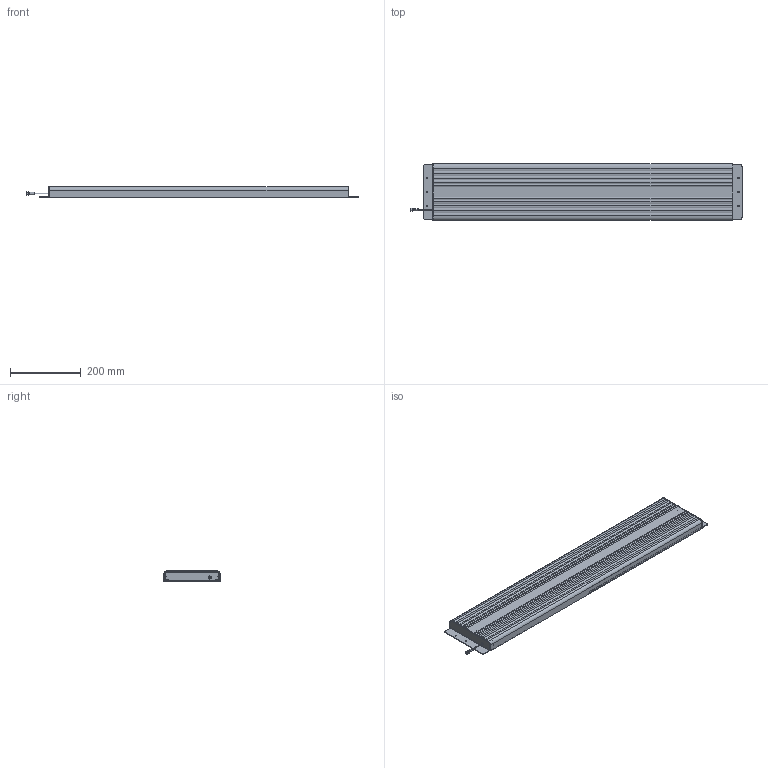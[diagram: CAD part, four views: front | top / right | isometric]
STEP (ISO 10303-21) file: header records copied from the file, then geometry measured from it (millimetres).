
FILE_DESCRIPTION (( 'STEP AP214' ), '1' );
FILE_NAME ('FMANFP1062_3D.step', '2023-02-01T18:08:21', ( '' ), ( '' ), 'SwSTEP 2.0', 'SolidWorks 2022', '' );
FILE_SCHEMA (( 'AUTOMOTIVE_DESIGN' ));
Length unit declared in the file: inch
Products named in the file (3): PE4768; FMANFP1062_Base Model; FMANFP1062_3D
Assembly tree (2 placements, depth 2):
  FMANFP1062_3D
    FMANFP1062_Base Model
    PE4768
Bounding box: 938.3 x 160 x 30.95 mm (x, y, z)
Volume: 864352.8 mm3; surface area: 904149.8 mm2
Topology: 79 solids, 79 shells, 4435 faces, 9753 edges, 5453 vertices
Faces by surface type: bspline 1983, cylinder 1242, plane 859, sphere 140, cone 121, torus 90
Entity records: 152012 total; most frequent: CARTESIAN_POINT 75078, ORIENTED_EDGE 19282, DIRECTION 11332, EDGE_CURVE 9641, VERTEX_POINT 5453, EDGE_LOOP 4676, FACE_OUTER_BOUND 4435, ADVANCED_FACE 4435
